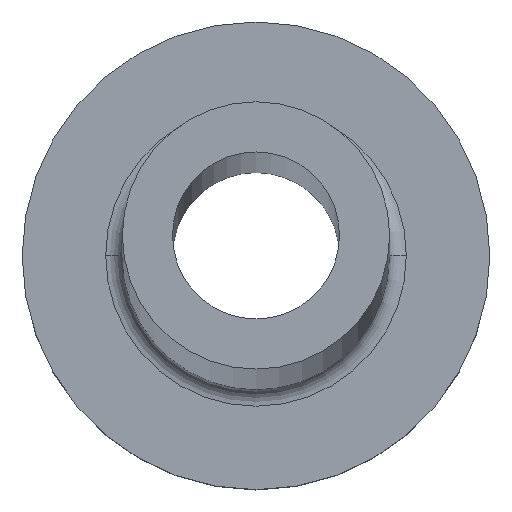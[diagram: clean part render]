
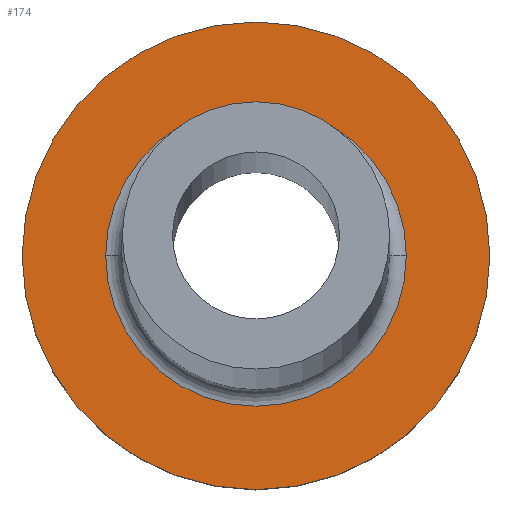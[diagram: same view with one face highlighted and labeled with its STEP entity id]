
A CAD part, top view. The second image highlights one B-rep face of the part: STEP entity #174.
In plain terms, the highlighted planar face has unit normal (0, 0, 1).
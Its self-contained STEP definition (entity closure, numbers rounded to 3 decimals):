
#8 = VERTEX_POINT ( 'NONE', #353 ) ;
#13 = DIRECTION ( 'NONE',  ( 0., 0., 1. ) ) ;
#16 = DIRECTION ( 'NONE',  ( 1., 0., 0. ) ) ;
#24 = EDGE_CURVE ( 'NONE', #187, #327, #38, .T. ) ;
#26 = CIRCLE ( 'NONE', #136, 7. ) ;
#32 = AXIS2_PLACEMENT_3D ( 'NONE', #198, #13, #49 ) ;
#38 = CIRCLE ( 'NONE', #135, 4.5 ) ;
#49 = DIRECTION ( 'NONE',  ( 1., 0., 0. ) ) ;
#62 = CARTESIAN_POINT ( 'NONE',  ( 0., 0., 5. ) ) ;
#65 = ORIENTED_EDGE ( 'NONE', *, *, #100, .T. ) ;
#71 = EDGE_LOOP ( 'NONE', ( #360, #143 ) ) ;
#81 = CARTESIAN_POINT ( 'NONE',  ( 0., 0., 5. ) ) ;
#100 = EDGE_CURVE ( 'NONE', #245, #8, #350, .T. ) ;
#114 = EDGE_CURVE ( 'NONE', #8, #245, #26, .T. ) ;
#123 = EDGE_LOOP ( 'NONE', ( #65, #126 ) ) ;
#126 = ORIENTED_EDGE ( 'NONE', *, *, #114, .T. ) ;
#132 = DIRECTION ( 'NONE',  ( 0., 0., 1. ) ) ;
#135 = AXIS2_PLACEMENT_3D ( 'NONE', #148, #216, #185 ) ;
#136 = AXIS2_PLACEMENT_3D ( 'NONE', #310, #132, #189 ) ;
#140 = FACE_OUTER_BOUND ( 'NONE', #123, .T. ) ;
#143 = ORIENTED_EDGE ( 'NONE', *, *, #24, .T. ) ;
#148 = CARTESIAN_POINT ( 'NONE',  ( 0., 0., 5. ) ) ;
#174 = ADVANCED_FACE ( 'NONE', ( #370, #140 ), #319, .T. ) ;
#185 = DIRECTION ( 'NONE',  ( 1., 0., 0. ) ) ;
#187 = VERTEX_POINT ( 'NONE', #342 ) ;
#189 = DIRECTION ( 'NONE',  ( 1., 0., 0. ) ) ;
#198 = CARTESIAN_POINT ( 'NONE',  ( 0., 0., 5. ) ) ;
#216 = DIRECTION ( 'NONE',  ( 0., 0., -1. ) ) ;
#245 = VERTEX_POINT ( 'NONE', #317 ) ;
#261 = DIRECTION ( 'NONE',  ( 1., 0., 0. ) ) ;
#269 = CARTESIAN_POINT ( 'NONE',  ( 4.5, 0., 5. ) ) ;
#282 = EDGE_CURVE ( 'NONE', #327, #187, #298, .T. ) ;
#283 = AXIS2_PLACEMENT_3D ( 'NONE', #81, #367, #16 ) ;
#289 = AXIS2_PLACEMENT_3D ( 'NONE', #62, #324, #261 ) ;
#298 = CIRCLE ( 'NONE', #289, 4.5 ) ;
#310 = CARTESIAN_POINT ( 'NONE',  ( 0., 0., 5. ) ) ;
#317 = CARTESIAN_POINT ( 'NONE',  ( -7., 0., 5. ) ) ;
#319 = PLANE ( 'NONE',  #283 ) ;
#324 = DIRECTION ( 'NONE',  ( 0., 0., -1. ) ) ;
#327 = VERTEX_POINT ( 'NONE', #269 ) ;
#342 = CARTESIAN_POINT ( 'NONE',  ( -4.5, 0., 5. ) ) ;
#350 = CIRCLE ( 'NONE', #32, 7. ) ;
#353 = CARTESIAN_POINT ( 'NONE',  ( 7., 0., 5. ) ) ;
#360 = ORIENTED_EDGE ( 'NONE', *, *, #282, .T. ) ;
#367 = DIRECTION ( 'NONE',  ( 0., 0., 1. ) ) ;
#370 = FACE_BOUND ( 'NONE', #71, .T. ) ;
